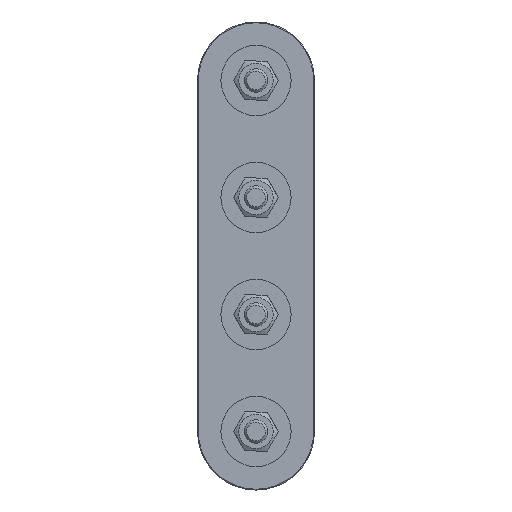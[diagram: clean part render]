
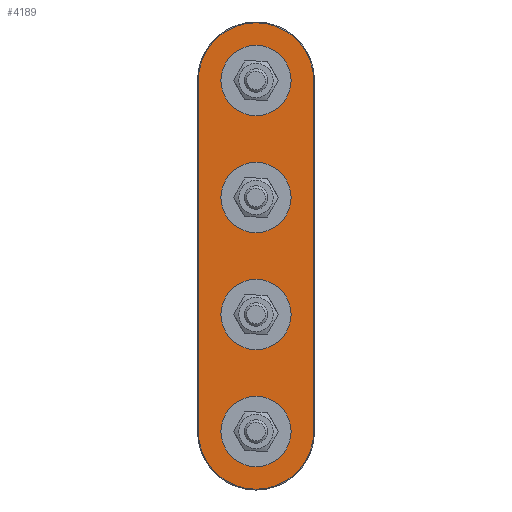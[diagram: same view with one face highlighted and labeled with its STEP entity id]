
A CAD part, front view. The second image highlights one B-rep face of the part: STEP entity #4189.
In plain terms, the highlighted planar face has unit normal (0, -1, 0).
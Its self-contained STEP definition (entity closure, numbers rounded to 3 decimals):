
#73=LINE('',#7575,#145);
#74=LINE('',#7577,#146);
#145=VECTOR('',#6039,10.);
#146=VECTOR('',#6040,10.);
#404=PLANE('',#4792);
#783=FACE_BOUND('',#1686,.T.);
#784=FACE_BOUND('',#1687,.T.);
#785=FACE_BOUND('',#1688,.T.);
#786=FACE_BOUND('',#1689,.T.);
#1109=FACE_OUTER_BOUND('',#1685,.T.);
#1685=EDGE_LOOP('',(#3711,#3712,#3713,#3714));
#1686=EDGE_LOOP('',(#3715));
#1687=EDGE_LOOP('',(#3716));
#1688=EDGE_LOOP('',(#3717));
#1689=EDGE_LOOP('',(#3718));
#1805=CIRCLE('',#4357,3.);
#1826=CIRCLE('',#4410,3.);
#1847=CIRCLE('',#4463,3.);
#1943=CIRCLE('',#4667,3.);
#1998=CIRCLE('',#4779,14.8);
#2006=CIRCLE('',#4793,14.8);
#2113=VERTEX_POINT('',#6432);
#2158=VERTEX_POINT('',#6644);
#2203=VERTEX_POINT('',#6856);
#2323=VERTEX_POINT('',#7294);
#2387=VERTEX_POINT('',#7539);
#2390=VERTEX_POINT('',#7544);
#2399=VERTEX_POINT('',#7574);
#2400=VERTEX_POINT('',#7576);
#2511=EDGE_CURVE('',#2113,#2113,#1805,.T.);
#2569=EDGE_CURVE('',#2158,#2158,#1826,.T.);
#2627=EDGE_CURVE('',#2203,#2203,#1847,.T.);
#2760=EDGE_CURVE('',#2323,#2323,#1943,.T.);
#2834=EDGE_CURVE('',#2390,#2387,#1998,.T.);
#2848=EDGE_CURVE('',#2387,#2399,#73,.T.);
#2849=EDGE_CURVE('',#2400,#2390,#74,.T.);
#2850=EDGE_CURVE('',#2399,#2400,#2006,.T.);
#3711=ORIENTED_EDGE('',*,*,#2848,.F.);
#3712=ORIENTED_EDGE('',*,*,#2834,.F.);
#3713=ORIENTED_EDGE('',*,*,#2849,.F.);
#3714=ORIENTED_EDGE('',*,*,#2850,.F.);
#3715=ORIENTED_EDGE('',*,*,#2760,.F.);
#3716=ORIENTED_EDGE('',*,*,#2627,.F.);
#3717=ORIENTED_EDGE('',*,*,#2569,.F.);
#3718=ORIENTED_EDGE('',*,*,#2511,.F.);
#4189=ADVANCED_FACE('',(#1109,#783,#784,#785,#786),#404,.F.);
#4357=AXIS2_PLACEMENT_3D('',#6433,#5119,#5120);
#4410=AXIS2_PLACEMENT_3D('',#6645,#5237,#5238);
#4463=AXIS2_PLACEMENT_3D('',#6857,#5355,#5356);
#4667=AXIS2_PLACEMENT_3D('',#7295,#5775,#5776);
#4779=AXIS2_PLACEMENT_3D('',#7546,#6005,#6006);
#4792=AXIS2_PLACEMENT_3D('',#7573,#6037,#6038);
#4793=AXIS2_PLACEMENT_3D('',#7578,#6041,#6042);
#5119=DIRECTION('center_axis',(0.,-1.,0.));
#5120=DIRECTION('ref_axis',(-0.962,0.,-0.273));
#5237=DIRECTION('center_axis',(0.,-1.,0.));
#5238=DIRECTION('ref_axis',(-0.962,0.,-0.273));
#5355=DIRECTION('center_axis',(0.,-1.,0.));
#5356=DIRECTION('ref_axis',(-0.962,0.,-0.273));
#5775=DIRECTION('center_axis',(0.,-1.,0.));
#5776=DIRECTION('ref_axis',(-0.962,0.,-0.273));
#6005=DIRECTION('center_axis',(0.,1.,0.));
#6006=DIRECTION('ref_axis',(0.,0.,
1.));
#6037=DIRECTION('center_axis',(0.,1.,0.));
#6038=DIRECTION('ref_axis',(-1.,0.,0.));
#6039=DIRECTION('',(0.,0.,-1.));
#6040=DIRECTION('',(0.,0.,1.));
#6041=DIRECTION('center_axis',(0.,1.,0.));
#6042=DIRECTION('ref_axis',(0.,0.,
-1.));
#6432=CARTESIAN_POINT('',(2.886,0.,-44.18));
#6433=CARTESIAN_POINT('Origin',(0.,0.,
-45.));
#6644=CARTESIAN_POINT('',(2.886,0.,-14.18));
#6645=CARTESIAN_POINT('Origin',(0.,0.,
-15.));
#6856=CARTESIAN_POINT('',(2.886,0.,15.82));
#6857=CARTESIAN_POINT('Origin',(0.,0.,
15.));
#7294=CARTESIAN_POINT('',(2.886,0.,45.82));
#7295=CARTESIAN_POINT('Origin',(0.,0.,
45.));
#7539=CARTESIAN_POINT('',(14.8,0.,45.));
#7544=CARTESIAN_POINT('',(-14.8,0.,45.));
#7546=CARTESIAN_POINT('Origin',(0.,0.,
45.));
#7573=CARTESIAN_POINT('Origin',(0.,0.,
-15.));
#7574=CARTESIAN_POINT('',(14.8,0.,-45.));
#7575=CARTESIAN_POINT('',(14.8,0.,30.));
#7576=CARTESIAN_POINT('',(-14.8,0.,-45.));
#7577=CARTESIAN_POINT('',(-14.8,0.,-30.));
#7578=CARTESIAN_POINT('Origin',(0.,0.,
-45.));
